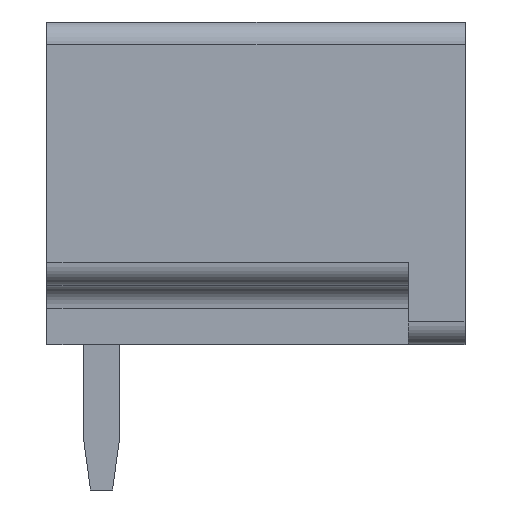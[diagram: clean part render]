
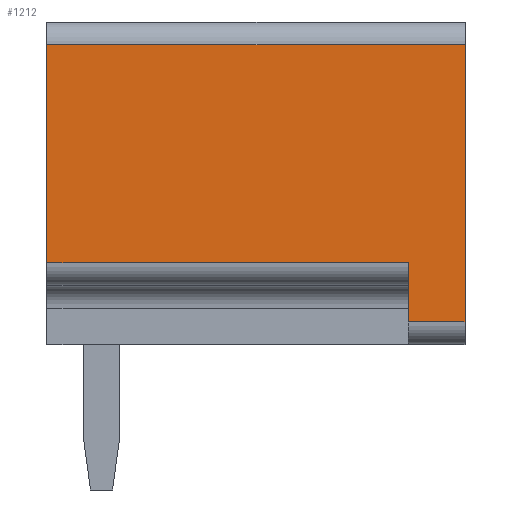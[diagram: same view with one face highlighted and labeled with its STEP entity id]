
A CAD part, left-side view. The second image highlights one B-rep face of the part: STEP entity #1212.
In plain terms, the highlighted planar face has unit normal (-1, 0, 0).
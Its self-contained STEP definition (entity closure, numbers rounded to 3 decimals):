
#1176=AXIS2_PLACEMENT_3D('Plane Axis2P3D',#1173,#1174,#1175) ;
#188=CARTESIAN_POINT('Vertex',(0.,0.,9.8)) ;
#191=CARTESIAN_POINT('Line Origine',(0.,0.,6.75)) ;
#195=CARTESIAN_POINT('Vertex',(0.,0.,3.7)) ;
#1154=CARTESIAN_POINT('Line Origine',(0.,4.6,9.8)) ;
#1158=CARTESIAN_POINT('Vertex',(0.,9.2,9.8)) ;
#1173=CARTESIAN_POINT('Axis2P3D Location',(0.,0.,3.7)) ;
#1178=CARTESIAN_POINT('Line Origine',(0.,0.625,3.7)) ;
#1182=CARTESIAN_POINT('Vertex',(0.,1.25,3.7)) ;
#1185=CARTESIAN_POINT('Line Origine',(0.,9.2,7.4)) ;
#1189=CARTESIAN_POINT('Vertex',(0.,9.2,5.)) ;
#1192=CARTESIAN_POINT('Line Origine',(0.,5.225,5.)) ;
#1196=CARTESIAN_POINT('Vertex',(0.,1.25,5.)) ;
#1199=CARTESIAN_POINT('Line Origine',(0.,1.25,4.35)) ;
#192=DIRECTION('Vector Direction',(0.,0.,1.)) ;
#1155=DIRECTION('Vector Direction',(0.,1.,0.)) ;
#1174=DIRECTION('Axis2P3D Direction',(-1.,0.,0.)) ;
#1175=DIRECTION('Axis2P3D XDirection',(0.,0.,1.)) ;
#1179=DIRECTION('Vector Direction',(0.,1.,0.)) ;
#1186=DIRECTION('Vector Direction',(0.,0.,1.)) ;
#1193=DIRECTION('Vector Direction',(0.,1.,0.)) ;
#1200=DIRECTION('Vector Direction',(0.,0.,-1.)) ;
#193=VECTOR('Line Direction',#192,1.) ;
#1156=VECTOR('Line Direction',#1155,1.) ;
#1180=VECTOR('Line Direction',#1179,1.) ;
#1187=VECTOR('Line Direction',#1186,1.) ;
#1194=VECTOR('Line Direction',#1193,1.) ;
#1201=VECTOR('Line Direction',#1200,1.) ;
#1205=ORIENTED_EDGE('',*,*,#1184,.F.) ;
#1206=ORIENTED_EDGE('',*,*,#197,.T.) ;
#1207=ORIENTED_EDGE('',*,*,#1160,.T.) ;
#1208=ORIENTED_EDGE('',*,*,#1191,.F.) ;
#1209=ORIENTED_EDGE('',*,*,#1198,.F.) ;
#1210=ORIENTED_EDGE('',*,*,#1203,.T.) ;
#1212=ADVANCED_FACE('Housing',(#1211),#1177,.T.) ;
#197=EDGE_CURVE('',#196,#189,#194,.T.) ;
#1160=EDGE_CURVE('',#189,#1159,#1157,.T.) ;
#1184=EDGE_CURVE('',#196,#1183,#1181,.T.) ;
#1191=EDGE_CURVE('',#1190,#1159,#1188,.T.) ;
#1198=EDGE_CURVE('',#1197,#1190,#1195,.T.) ;
#1203=EDGE_CURVE('',#1197,#1183,#1202,.T.) ;
#1204=EDGE_LOOP('',(#1205,#1206,#1207,#1208,#1209,#1210)) ;
#1211=FACE_OUTER_BOUND('',#1204,.T.) ;
#194=LINE('Line',#191,#193) ;
#1157=LINE('Line',#1154,#1156) ;
#1181=LINE('Line',#1178,#1180) ;
#1188=LINE('Line',#1185,#1187) ;
#1195=LINE('Line',#1192,#1194) ;
#1202=LINE('Line',#1199,#1201) ;
#1177=PLANE('',#1176) ;
#189=VERTEX_POINT('',#188) ;
#196=VERTEX_POINT('',#195) ;
#1159=VERTEX_POINT('',#1158) ;
#1183=VERTEX_POINT('',#1182) ;
#1190=VERTEX_POINT('',#1189) ;
#1197=VERTEX_POINT('',#1196) ;
